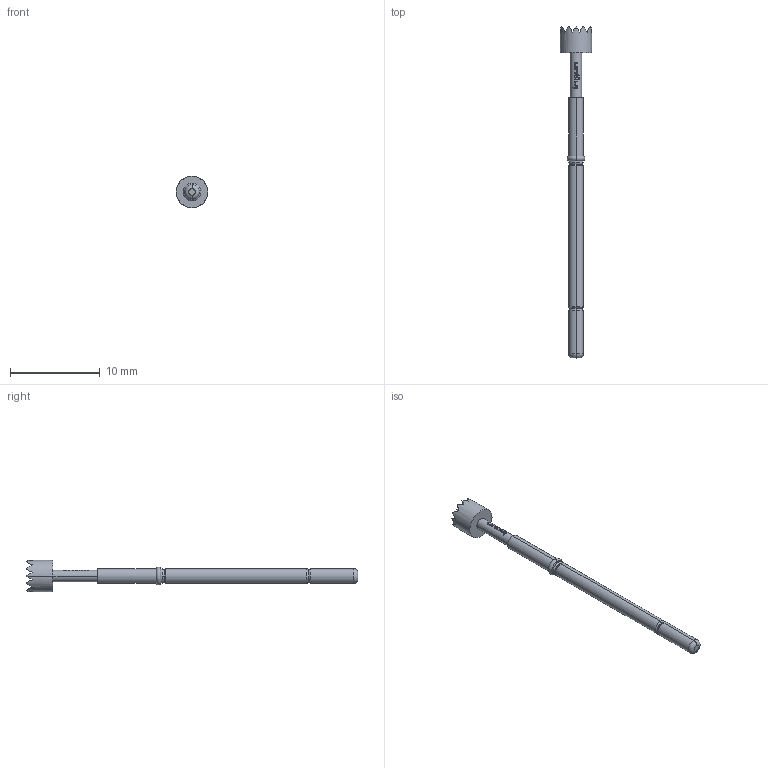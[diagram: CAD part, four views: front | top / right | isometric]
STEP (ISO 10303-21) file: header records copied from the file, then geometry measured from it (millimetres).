
FILE_DESCRIPTION (( 'STEP AP203' ), '1' );
FILE_NAME ('INGUN_GKS-912_306_350_R_xx07.STEP', '2020-12-24T08:17:50', ( '' ), ( '' ), 'SwSTEP 2.0', 'SolidWorks 2018', '' );
FILE_SCHEMA (( 'CONFIG_CONTROL_DESIGN' ));
Length unit declared in the file: millimetre
Products named in the file (1): INGUN_GKS-912_306_350_R_xx07
Bounding box: 3.5 x 37 x 3.5 mm (x, y, z)
Volume: 92.7 mm3; surface area: 230.7 mm2
Topology: 1 solids, 1 shells, 179 faces, 400 edges, 231 vertices
Faces by surface type: plane 117, bspline 32, cylinder 18, torus 12
Entity records: 5831 total; most frequent: CARTESIAN_POINT 2409, ORIENTED_EDGE 800, DIRECTION 508, EDGE_CURVE 400, VERTEX_POINT 231, AXIS2_PLACEMENT_3D 192, EDGE_LOOP 187, B_SPLINE_CURVE_WITH_KNOTS 186
